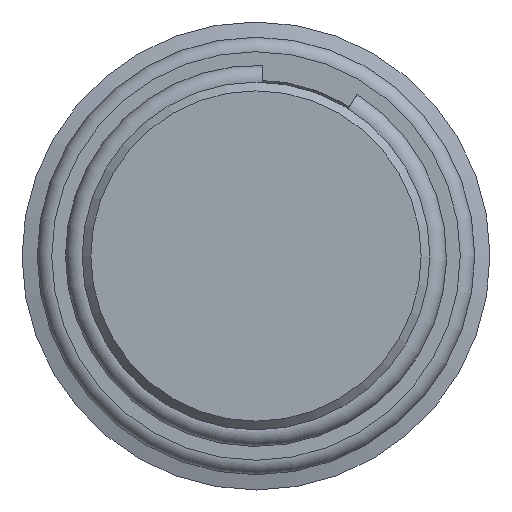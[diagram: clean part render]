
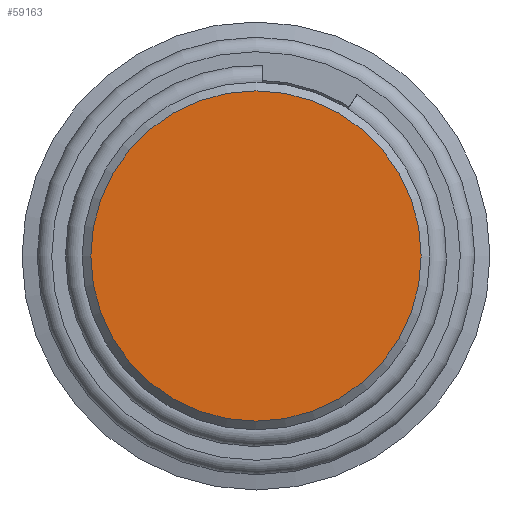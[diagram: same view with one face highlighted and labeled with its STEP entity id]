
A CAD part, left-side view. The second image highlights one B-rep face of the part: STEP entity #59163.
In plain terms, the highlighted planar face has unit normal (-1, 0, 0).
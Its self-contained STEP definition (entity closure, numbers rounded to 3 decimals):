
#59143=CARTESIAN_POINT('',(0.,5.7,0.0));
#59144=VERTEX_POINT('',#59143);
#59145=CARTESIAN_POINT('',(0.0,0.0,0.0));
#59146=DIRECTION('',(1.0,0.0,0.0));
#59147=DIRECTION('',(0.0,1.0,0.0));
#59148=AXIS2_PLACEMENT_3D('',#59145,#59146,#59147);
#59149=CIRCLE('',#59148,5.7);
#59150=EDGE_CURVE('',#59144,#59144,#59149,.T.);
#59155=CARTESIAN_POINT('',(0.,5.35,0.0));
#59156=DIRECTION('',(-1.0,0.0,0.0));
#59157=DIRECTION('',(0.0,0.0,1.0));
#59158=AXIS2_PLACEMENT_3D('',#59155,#59156,#59157);
#59159=PLANE('',#59158);
#59160=ORIENTED_EDGE('',*,*,#59150,.F.);
#59161=EDGE_LOOP('',(#59160));
#59162=FACE_OUTER_BOUND('',#59161,.T.);
#59163=ADVANCED_FACE('',(#59162),#59159,.T.);
